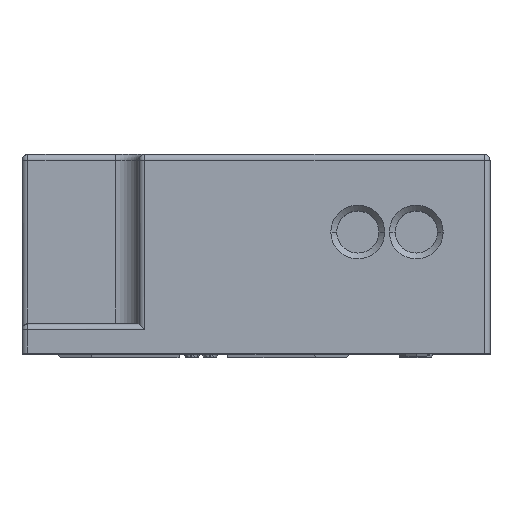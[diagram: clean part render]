
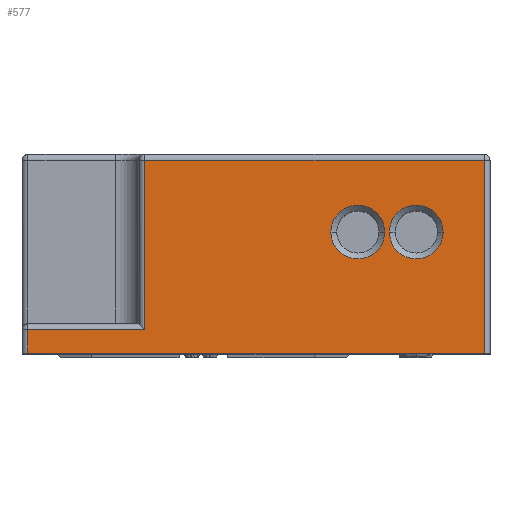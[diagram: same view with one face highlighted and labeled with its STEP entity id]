
A CAD part, top view. The second image highlights one B-rep face of the part: STEP entity #577.
In plain terms, the highlighted planar face has unit normal (0, 0, 1).
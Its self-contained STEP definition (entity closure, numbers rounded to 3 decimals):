
#2 = CARTESIAN_POINT ( 'NONE',  ( 19.5, 16.5, 29.5 ) ) ;
#21 = VERTEX_POINT ( 'NONE', #2 ) ;
#344 = ORIENTED_EDGE ( 'NONE', *, *, #2270, .F. ) ;
#393 = VECTOR ( 'NONE', #5252, 1000. ) ;
#546 = VERTEX_POINT ( 'NONE', #2431 ) ;
#577 = ADVANCED_FACE ( 'NONE', ( #3181, #3806, #691 ), #3912, .F. ) ;
#603 = CARTESIAN_POINT ( 'NONE',  ( 16., 10.35, 29.5 ) ) ;
#691 = FACE_BOUND ( 'NONE', #1888, .T. ) ;
#753 = ORIENTED_EDGE ( 'NONE', *, *, #3284, .F. ) ;
#832 = CARTESIAN_POINT ( 'NONE',  ( 13.7, 10.35, 29.5 ) ) ;
#897 = AXIS2_PLACEMENT_3D ( 'NONE', #5789, #4099, #6633 ) ;
#995 = VERTEX_POINT ( 'NONE', #9842 ) ;
#1030 = EDGE_CURVE ( 'NONE', #9332, #6734, #6836, .T. ) ;
#1398 = EDGE_CURVE ( 'NONE', #6734, #21, #5748, .T. ) ;
#1508 = CARTESIAN_POINT ( 'NONE',  ( 19.5, 17., 29.5 ) ) ;
#1602 = CIRCLE ( 'NONE', #5638, 2.3 ) ;
#1626 = EDGE_LOOP ( 'NONE', ( #6317, #5258 ) ) ;
#1715 = EDGE_CURVE ( 'NONE', #5978, #995, #2224, .T. ) ;
#1841 = EDGE_CURVE ( 'NONE', #9876, #7230, #5616, .T. ) ;
#1870 = VERTEX_POINT ( 'NONE', #603 ) ;
#1888 = EDGE_LOOP ( 'NONE', ( #9584, #3630 ) ) ;
#1979 = CARTESIAN_POINT ( 'NONE',  ( 13.7, 10.35, 29.5 ) ) ;
#2088 = VECTOR ( 'NONE', #4276, 1000. ) ;
#2224 = LINE ( 'NONE', #10350, #10179 ) ;
#2270 = EDGE_CURVE ( 'NONE', #995, #9332, #8561, .T. ) ;
#2431 = CARTESIAN_POINT ( 'NONE',  ( 11.4, 10.35, 29.5 ) ) ;
#2752 = AXIS2_PLACEMENT_3D ( 'NONE', #6231, #9446, #7125 ) ;
#2868 = AXIS2_PLACEMENT_3D ( 'NONE', #832, #3222, #5543 ) ;
#2885 = CARTESIAN_POINT ( 'NONE',  ( -20., 0., 29.5 ) ) ;
#3084 = CARTESIAN_POINT ( 'NONE',  ( -20., 2., 29.5 ) ) ;
#3096 = LINE ( 'NONE', #1508, #7768 ) ;
#3159 = EDGE_LOOP ( 'NONE', ( #7204, #4730, #344, #5941, #3569, #753 ) ) ;
#3181 = FACE_OUTER_BOUND ( 'NONE', #3159, .T. ) ;
#3222 = DIRECTION ( 'NONE',  ( 0., 0., 1. ) ) ;
#3284 = EDGE_CURVE ( 'NONE', #21, #5659, #3096, .T. ) ;
#3569 = ORIENTED_EDGE ( 'NONE', *, *, #5660, .T. ) ;
#3630 = ORIENTED_EDGE ( 'NONE', *, *, #5632, .F. ) ;
#3669 = LINE ( 'NONE', #2885, #5984 ) ;
#3806 = FACE_BOUND ( 'NONE', #1626, .T. ) ;
#3912 = PLANE ( 'NONE',  #2752 ) ;
#3937 = EDGE_CURVE ( 'NONE', #7230, #9876, #8760, .T. ) ;
#4099 = DIRECTION ( 'NONE',  ( 0., 0., 1. ) ) ;
#4276 = DIRECTION ( 'NONE',  ( 1., 0., 0. ) ) ;
#4479 = DIRECTION ( 'NONE',  ( 1., 0., 0. ) ) ;
#4561 = DIRECTION ( 'NONE',  ( 1., 0., 0. ) ) ;
#4579 = DIRECTION ( 'NONE',  ( 0., 0., 1. ) ) ;
#4730 = ORIENTED_EDGE ( 'NONE', *, *, #1030, .F. ) ;
#4918 = CARTESIAN_POINT ( 'NONE',  ( -9.5, 2., 29.5 ) ) ;
#5252 = DIRECTION ( 'NONE',  ( 0., 1., 0. ) ) ;
#5258 = ORIENTED_EDGE ( 'NONE', *, *, #1841, .F. ) ;
#5432 = DIRECTION ( 'NONE',  ( 0., 1., 0. ) ) ;
#5543 = DIRECTION ( 'NONE',  ( 1., 0., 0. ) ) ;
#5616 = CIRCLE ( 'NONE', #897, 2.3 ) ;
#5632 = EDGE_CURVE ( 'NONE', #546, #1870, #1602, .T. ) ;
#5638 = AXIS2_PLACEMENT_3D ( 'NONE', #1979, #6882, #8461 ) ;
#5659 = VERTEX_POINT ( 'NONE', #9360 ) ;
#5660 = EDGE_CURVE ( 'NONE', #5978, #5659, #3669, .T. ) ;
#5748 = LINE ( 'NONE', #6592, #2088 ) ;
#5789 = CARTESIAN_POINT ( 'NONE',  ( 8.7, 10.35, 29.5 ) ) ;
#5941 = ORIENTED_EDGE ( 'NONE', *, *, #1715, .F. ) ;
#5978 = VERTEX_POINT ( 'NONE', #9242 ) ;
#5984 = VECTOR ( 'NONE', #4561, 1000. ) ;
#6126 = CARTESIAN_POINT ( 'NONE',  ( 6.4, 10.35, 29.5 ) ) ;
#6231 = CARTESIAN_POINT ( 'NONE',  ( -20., 17., 29.5 ) ) ;
#6317 = ORIENTED_EDGE ( 'NONE', *, *, #3937, .F. ) ;
#6366 = CARTESIAN_POINT ( 'NONE',  ( -9.5, 16.5, 29.5 ) ) ;
#6387 = CIRCLE ( 'NONE', #2868, 2.3 ) ;
#6592 = CARTESIAN_POINT ( 'NONE',  ( -20., 16.5, 29.5 ) ) ;
#6633 = DIRECTION ( 'NONE',  ( 1., 0., 0. ) ) ;
#6734 = VERTEX_POINT ( 'NONE', #6366 ) ;
#6836 = LINE ( 'NONE', #10055, #393 ) ;
#6882 = DIRECTION ( 'NONE',  ( 0., 0., 1. ) ) ;
#7125 = DIRECTION ( 'NONE',  ( 0., 1., 0. ) ) ;
#7204 = ORIENTED_EDGE ( 'NONE', *, *, #1398, .F. ) ;
#7230 = VERTEX_POINT ( 'NONE', #9284 ) ;
#7417 = VECTOR ( 'NONE', #9249, 1000. ) ;
#7768 = VECTOR ( 'NONE', #10271, 1000. ) ;
#8461 = DIRECTION ( 'NONE',  ( 1., 0., 0. ) ) ;
#8561 = LINE ( 'NONE', #3084, #7417 ) ;
#8636 = CARTESIAN_POINT ( 'NONE',  ( 8.7, 10.35, 29.5 ) ) ;
#8760 = CIRCLE ( 'NONE', #10450, 2.3 ) ;
#9242 = CARTESIAN_POINT ( 'NONE',  ( -19.5, 0., 29.5 ) ) ;
#9249 = DIRECTION ( 'NONE',  ( 1., 0., 0. ) ) ;
#9284 = CARTESIAN_POINT ( 'NONE',  ( 11., 10.35, 29.5 ) ) ;
#9332 = VERTEX_POINT ( 'NONE', #4918 ) ;
#9360 = CARTESIAN_POINT ( 'NONE',  ( 19.5, 0., 29.5 ) ) ;
#9446 = DIRECTION ( 'NONE',  ( 0., 0., -1. ) ) ;
#9584 = ORIENTED_EDGE ( 'NONE', *, *, #9964, .F. ) ;
#9842 = CARTESIAN_POINT ( 'NONE',  ( -19.5, 2., 29.5 ) ) ;
#9876 = VERTEX_POINT ( 'NONE', #6126 ) ;
#9964 = EDGE_CURVE ( 'NONE', #1870, #546, #6387, .T. ) ;
#10055 = CARTESIAN_POINT ( 'NONE',  ( -9.5, 17., 29.5 ) ) ;
#10179 = VECTOR ( 'NONE', #5432, 1000. ) ;
#10271 = DIRECTION ( 'NONE',  ( 0., -1., 0. ) ) ;
#10350 = CARTESIAN_POINT ( 'NONE',  ( -19.5, 17., 29.5 ) ) ;
#10450 = AXIS2_PLACEMENT_3D ( 'NONE', #8636, #4579, #4479 ) ;
